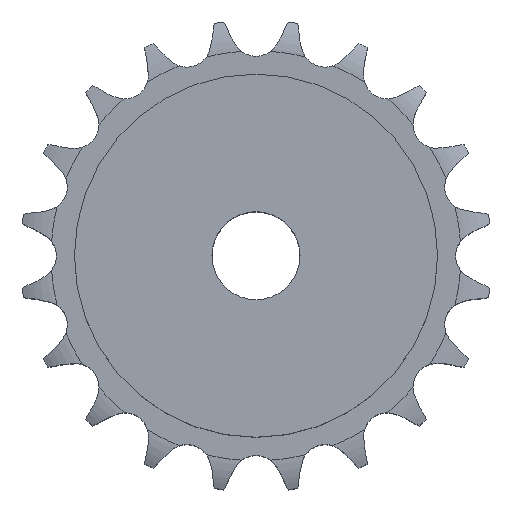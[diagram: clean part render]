
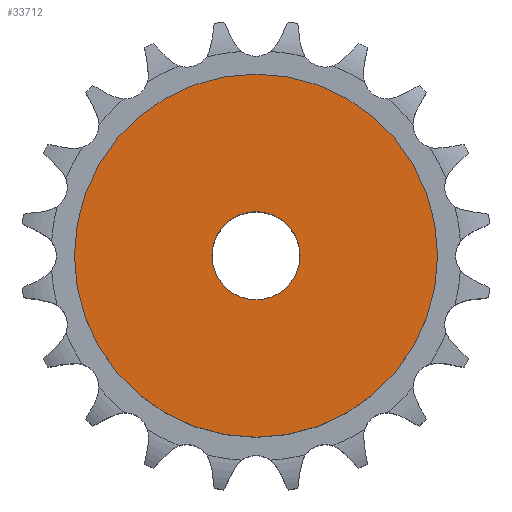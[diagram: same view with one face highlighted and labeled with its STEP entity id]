
A CAD part, top view. The second image highlights one B-rep face of the part: STEP entity #33712.
In plain terms, the highlighted planar face has unit normal (0, 0, 1).
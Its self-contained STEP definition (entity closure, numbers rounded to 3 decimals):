
#18101 = CYLINDRICAL_SURFACE('',#18102,8.);
#18102 = AXIS2_PLACEMENT_3D('',#18103,#18104,#18105);
#18103 = CARTESIAN_POINT('',(0.,0.,142.188));
#18104 = DIRECTION('',(0.,0.,1.));
#18105 = DIRECTION('',(1.,0.,0.));
#23153 = EDGE_CURVE('',#23154,#23154,#23156,.T.);
#23154 = VERTEX_POINT('',#23155);
#23155 = CARTESIAN_POINT('',(8.,0.,50.));
#23156 = SURFACE_CURVE('',#23157,(#23162,#23169),.PCURVE_S1.);
#23157 = CIRCLE('',#23158,8.);
#23158 = AXIS2_PLACEMENT_3D('',#23159,#23160,#23161);
#23159 = CARTESIAN_POINT('',(0.,0.,50.));
#23160 = DIRECTION('',(0.,0.,1.));
#23161 = DIRECTION('',(1.,0.,0.));
#23162 = PCURVE('',#18101,#23163);
#23163 = DEFINITIONAL_REPRESENTATION('',(#23164),#23168);
#23164 = LINE('',#23165,#23166);
#23165 = CARTESIAN_POINT('',(0.,-92.188));
#23166 = VECTOR('',#23167,1.);
#23167 = DIRECTION('',(1.,0.));
#23168 = ( GEOMETRIC_REPRESENTATION_CONTEXT(2) 
PARAMETRIC_REPRESENTATION_CONTEXT() REPRESENTATION_CONTEXT('2D SPACE',''
  ) );
#23169 = PCURVE('',#23170,#23175);
#23170 = PLANE('',#23171);
#23171 = AXIS2_PLACEMENT_3D('',#23172,#23173,#23174);
#23172 = CARTESIAN_POINT('',(0.,0.,50.)
  );
#23173 = DIRECTION('',(0.,0.,1.));
#23174 = DIRECTION('',(1.,0.,0.));
#23175 = DEFINITIONAL_REPRESENTATION('',(#23176),#23180);
#23176 = CIRCLE('',#23177,8.);
#23177 = AXIS2_PLACEMENT_2D('',#23178,#23179);
#23178 = CARTESIAN_POINT('',(0.,0.));
#23179 = DIRECTION('',(1.,0.));
#23180 = ( GEOMETRIC_REPRESENTATION_CONTEXT(2) 
PARAMETRIC_REPRESENTATION_CONTEXT() REPRESENTATION_CONTEXT('2D SPACE',''
  ) );
#33712 = ADVANCED_FACE('',(#33713,#33744),#23170,.T.);
#33713 = FACE_BOUND('',#33714,.T.);
#33714 = EDGE_LOOP('',(#33715));
#33715 = ORIENTED_EDGE('',*,*,#33716,.T.);
#33716 = EDGE_CURVE('',#33717,#33717,#33719,.T.);
#33717 = VERTEX_POINT('',#33718);
#33718 = CARTESIAN_POINT('',(33.,0.,50.));
#33719 = SURFACE_CURVE('',#33720,(#33725,#33732),.PCURVE_S1.);
#33720 = CIRCLE('',#33721,33.);
#33721 = AXIS2_PLACEMENT_3D('',#33722,#33723,#33724);
#33722 = CARTESIAN_POINT('',(0.,0.,50.));
#33723 = DIRECTION('',(0.,0.,1.));
#33724 = DIRECTION('',(1.,0.,0.));
#33725 = PCURVE('',#23170,#33726);
#33726 = DEFINITIONAL_REPRESENTATION('',(#33727),#33731);
#33727 = CIRCLE('',#33728,33.);
#33728 = AXIS2_PLACEMENT_2D('',#33729,#33730);
#33729 = CARTESIAN_POINT('',(0.,0.));
#33730 = DIRECTION('',(1.,0.));
#33731 = ( GEOMETRIC_REPRESENTATION_CONTEXT(2) 
PARAMETRIC_REPRESENTATION_CONTEXT() REPRESENTATION_CONTEXT('2D SPACE',''
  ) );
#33732 = PCURVE('',#33733,#33738);
#33733 = CYLINDRICAL_SURFACE('',#33734,33.);
#33734 = AXIS2_PLACEMENT_3D('',#33735,#33736,#33737);
#33735 = CARTESIAN_POINT('',(0.,0.,0.));
#33736 = DIRECTION('',(-0.,-0.,-1.));
#33737 = DIRECTION('',(1.,0.,0.));
#33738 = DEFINITIONAL_REPRESENTATION('',(#33739),#33743);
#33739 = LINE('',#33740,#33741);
#33740 = CARTESIAN_POINT('',(-0.,-50.));
#33741 = VECTOR('',#33742,1.);
#33742 = DIRECTION('',(-1.,0.));
#33743 = ( GEOMETRIC_REPRESENTATION_CONTEXT(2) 
PARAMETRIC_REPRESENTATION_CONTEXT() REPRESENTATION_CONTEXT('2D SPACE',''
  ) );
#33744 = FACE_BOUND('',#33745,.T.);
#33745 = EDGE_LOOP('',(#33746));
#33746 = ORIENTED_EDGE('',*,*,#23153,.F.);
